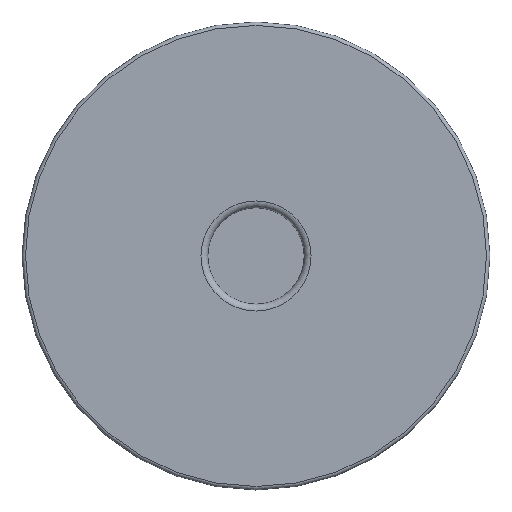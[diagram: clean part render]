
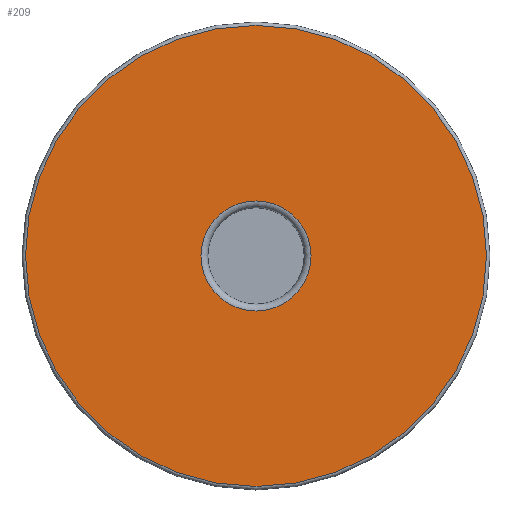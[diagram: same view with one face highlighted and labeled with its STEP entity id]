
A CAD part, top view. The second image highlights one B-rep face of the part: STEP entity #209.
In plain terms, the highlighted planar face has unit normal (0, 0, 1).
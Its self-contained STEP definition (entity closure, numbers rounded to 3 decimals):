
#17=FACE_BOUND('',#60,.T.);
#21=PLANE('',#266);
#45=FACE_OUTER_BOUND('',#59,.T.);
#59=EDGE_LOOP('',(#190,#191));
#60=EDGE_LOOP('',(#192,#193));
#62=CIRCLE('',#232,8.);
#63=CIRCLE('',#233,8.);
#72=CIRCLE('',#244,33.5);
#73=CIRCLE('',#245,33.5);
#87=VERTEX_POINT('',#350);
#88=VERTEX_POINT('',#351);
#95=VERTEX_POINT('',#370);
#96=VERTEX_POINT('',#371);
#109=EDGE_CURVE('',#87,#88,#62,.T.);
#110=EDGE_CURVE('',#88,#87,#63,.T.);
#119=EDGE_CURVE('',#95,#96,#72,.T.);
#120=EDGE_CURVE('',#96,#95,#73,.T.);
#190=ORIENTED_EDGE('',*,*,#119,.T.);
#191=ORIENTED_EDGE('',*,*,#120,.T.);
#192=ORIENTED_EDGE('',*,*,#109,.T.);
#193=ORIENTED_EDGE('',*,*,#110,.T.);
#209=ADVANCED_FACE('',(#45,#17),#21,.T.);
#232=AXIS2_PLACEMENT_3D('',#352,#272,#273);
#233=AXIS2_PLACEMENT_3D('',#353,#274,#275);
#244=AXIS2_PLACEMENT_3D('',#372,#296,#297);
#245=AXIS2_PLACEMENT_3D('',#373,#298,#299);
#266=AXIS2_PLACEMENT_3D('',#410,#344,#345);
#272=DIRECTION('center_axis',(0.,0.,
-1.));
#273=DIRECTION('ref_axis',(-1.,0.,0.));
#274=DIRECTION('center_axis',(0.,0.,
-1.));
#275=DIRECTION('ref_axis',(-1.,0.,0.));
#296=DIRECTION('center_axis',(0.,0.,
1.));
#297=DIRECTION('ref_axis',(1.,0.,0.));
#298=DIRECTION('center_axis',(0.,0.,
1.));
#299=DIRECTION('ref_axis',(1.,0.,0.));
#344=DIRECTION('center_axis',(0.,0.,
1.));
#345=DIRECTION('ref_axis',(1.,0.,0.));
#350=CARTESIAN_POINT('',(-8.,0.,7.));
#351=CARTESIAN_POINT('',(8.,0.,7.));
#352=CARTESIAN_POINT('Origin',(0.,0.,
7.));
#353=CARTESIAN_POINT('Origin',(0.,0.,
7.));
#370=CARTESIAN_POINT('',(33.5,0.,7.));
#371=CARTESIAN_POINT('',(-33.5,0.,7.));
#372=CARTESIAN_POINT('Origin',(0.,0.,
7.));
#373=CARTESIAN_POINT('Origin',(0.,0.,
7.));
#410=CARTESIAN_POINT('Origin',(-34.,0.,7.));
